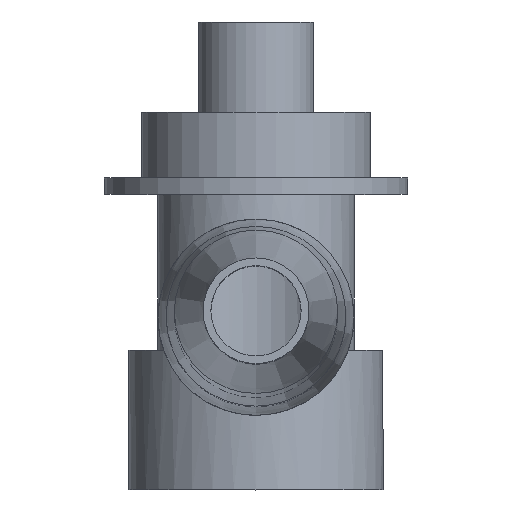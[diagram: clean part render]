
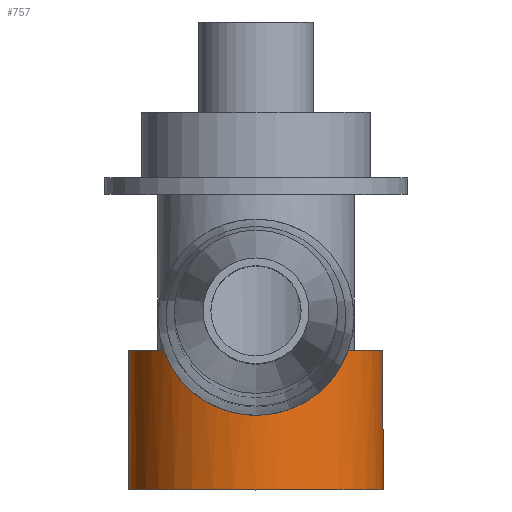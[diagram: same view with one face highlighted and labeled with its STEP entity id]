
A CAD part, top view. The second image highlights one B-rep face of the part: STEP entity #757.
In plain terms, the highlighted cylindrical face has radius 15.5 mm (diameter 31 mm), a full revolution.
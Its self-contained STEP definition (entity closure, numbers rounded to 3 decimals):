
#38=B_SPLINE_CURVE_WITH_KNOTS('',3,(#1383,#1384,#1385,#1386,#1387,#1388,
#1389,#1390,#1391,#1392),.UNSPECIFIED.,.F.,.F.,(4,2,2,2,4),(4.469,
4.8,5.272,5.509,5.745),
 .UNSPECIFIED.);
#39=B_SPLINE_CURVE_WITH_KNOTS('',3,(#1399,#1400,#1401,#1402,#1403,#1404,
#1405,#1406,#1407,#1408),.UNSPECIFIED.,.F.,.F.,(4,2,2,2,4),(5.745,
5.982,6.218,6.691,7.021),
 .UNSPECIFIED.);
#40=B_SPLINE_CURVE_WITH_KNOTS('',3,(#1410,#1411,#1412,#1413,#1414,#1415),
 .UNSPECIFIED.,.F.,.F.,(4,2,4),(7.021,7.176,7.249),
 .UNSPECIFIED.);
#42=B_SPLINE_CURVE_WITH_KNOTS('',3,(#1484,#1485,#1486,#1487,#1488,#1489),
 .UNSPECIFIED.,.F.,.F.,(4,2,4),(4.241,4.315,4.469),
 .UNSPECIFIED.);
#56=CYLINDRICAL_SURFACE('',#854,15.5);
#87=FACE_OUTER_BOUND('',#132,.T.);
#132=EDGE_LOOP('',(#603,#604,#605,#606,#607,#608,#609,#610,#611,#612));
#178=CIRCLE('',#838,15.5);
#179=CIRCLE('',#839,15.5);
#185=CIRCLE('',#849,15.5);
#186=CIRCLE('',#850,15.5);
#234=LINE('',#1538,#268);
#268=VECTOR('',#1039,15.5);
#323=VERTEX_POINT('',#1372);
#324=VERTEX_POINT('',#1373);
#326=VERTEX_POINT('',#1381);
#327=VERTEX_POINT('',#1382);
#330=VERTEX_POINT('',#1398);
#331=VERTEX_POINT('',#1409);
#334=VERTEX_POINT('',#1482);
#339=VERTEX_POINT('',#1529);
#418=EDGE_CURVE('',#323,#324,#178,.T.);
#419=EDGE_CURVE('',#324,#323,#179,.T.);
#422=EDGE_CURVE('',#326,#327,#38,.T.);
#426=EDGE_CURVE('',#327,#330,#39,.T.);
#427=EDGE_CURVE('',#330,#331,#40,.T.);
#431=EDGE_CURVE('',#334,#326,#42,.T.);
#437=EDGE_CURVE('',#339,#331,#185,.T.);
#438=EDGE_CURVE('',#334,#339,#186,.T.);
#442=EDGE_CURVE('',#324,#339,#234,.T.);
#603=ORIENTED_EDGE('',*,*,#418,.F.);
#604=ORIENTED_EDGE('',*,*,#419,.F.);
#605=ORIENTED_EDGE('',*,*,#442,.T.);
#606=ORIENTED_EDGE('',*,*,#437,.T.);
#607=ORIENTED_EDGE('',*,*,#427,.F.);
#608=ORIENTED_EDGE('',*,*,#426,.F.);
#609=ORIENTED_EDGE('',*,*,#422,.F.);
#610=ORIENTED_EDGE('',*,*,#431,.F.);
#611=ORIENTED_EDGE('',*,*,#438,.T.);
#612=ORIENTED_EDGE('',*,*,#442,.F.);
#757=ADVANCED_FACE('',(#87),#56,.T.);
#838=AXIS2_PLACEMENT_3D('',#1374,#1001,#1002);
#839=AXIS2_PLACEMENT_3D('',#1375,#1003,#1004);
#849=AXIS2_PLACEMENT_3D('',#1530,#1026,#1027);
#850=AXIS2_PLACEMENT_3D('',#1531,#1028,#1029);
#854=AXIS2_PLACEMENT_3D('',#1537,#1037,#1038);
#1001=DIRECTION('center_axis',(0.,-1.,0.));
#1002=DIRECTION('ref_axis',(1.,0.,0.));
#1003=DIRECTION('center_axis',(0.,-1.,0.));
#1004=DIRECTION('ref_axis',(1.,0.,0.));
#1026=DIRECTION('center_axis',(0.,-1.,0.));
#1027=DIRECTION('ref_axis',(1.,0.,0.));
#1028=DIRECTION('center_axis',(0.,-1.,0.));
#1029=DIRECTION('ref_axis',(1.,0.,0.));
#1037=DIRECTION('center_axis',(0.,-1.,0.));
#1038=DIRECTION('ref_axis',(1.,0.,0.));
#1039=DIRECTION('',(0.,1.,0.));
#1372=CARTESIAN_POINT('',(15.5,-21.,-467.395));
#1373=CARTESIAN_POINT('',(-15.5,-21.,-467.395));
#1374=CARTESIAN_POINT('Origin',(0.,-21.,-467.395));
#1375=CARTESIAN_POINT('Origin',(0.,-21.,-467.395));
#1381=CARTESIAN_POINT('',(-10.335,-6.,-455.843));
#1382=CARTESIAN_POINT('',(0.,-11.95,-451.895));
#1383=CARTESIAN_POINT('Ctrl Pts',(-10.335,-6.,-455.843));
#1384=CARTESIAN_POINT('Ctrl Pts',(-9.804,-6.914,-455.368));
#1385=CARTESIAN_POINT('Ctrl Pts',(-9.158,-7.742,-454.861));
#1386=CARTESIAN_POINT('Ctrl Pts',(-7.438,-9.462,-453.742));
#1387=CARTESIAN_POINT('Ctrl Pts',(-6.14,-10.375,-453.08));
#1388=CARTESIAN_POINT('Ctrl Pts',(-3.943,-11.309,-452.385));
#1389=CARTESIAN_POINT('Ctrl Pts',(-3.169,-11.55,-452.201));
#1390=CARTESIAN_POINT('Ctrl Pts',(-1.592,-11.871,-451.956));
#1391=CARTESIAN_POINT('Ctrl Pts',(-0.788,-11.95,
-451.895));
#1392=CARTESIAN_POINT('Ctrl Pts',(0.,-11.95,
-451.895));
#1398=CARTESIAN_POINT('',(10.335,-6.,-455.843));
#1399=CARTESIAN_POINT('Ctrl Pts',(0.,-11.95,
-451.895));
#1400=CARTESIAN_POINT('Ctrl Pts',(0.788,-11.95,-451.895));
#1401=CARTESIAN_POINT('Ctrl Pts',(1.592,-11.871,-451.956));
#1402=CARTESIAN_POINT('Ctrl Pts',(3.169,-11.55,-452.201));
#1403=CARTESIAN_POINT('Ctrl Pts',(3.943,-11.309,-452.385));
#1404=CARTESIAN_POINT('Ctrl Pts',(6.14,-10.375,-453.08));
#1405=CARTESIAN_POINT('Ctrl Pts',(7.438,-9.462,-453.742));
#1406=CARTESIAN_POINT('Ctrl Pts',(9.158,-7.742,-454.861));
#1407=CARTESIAN_POINT('Ctrl Pts',(9.804,-6.914,-455.368));
#1408=CARTESIAN_POINT('Ctrl Pts',(10.335,-6.,-455.843));
#1409=CARTESIAN_POINT('',(11.261,-4.,-456.743));
#1410=CARTESIAN_POINT('Ctrl Pts',(10.335,-6.,-455.843));
#1411=CARTESIAN_POINT('Ctrl Pts',(10.582,-5.574,-456.064));
#1412=CARTESIAN_POINT('Ctrl Pts',(10.805,-5.13,-456.278));
#1413=CARTESIAN_POINT('Ctrl Pts',(11.093,-4.45,-456.568));
#1414=CARTESIAN_POINT('Ctrl Pts',(11.18,-4.227,-456.658));
#1415=CARTESIAN_POINT('Ctrl Pts',(11.261,-4.,-456.743));
#1482=CARTESIAN_POINT('',(-11.261,-4.,-456.743));
#1484=CARTESIAN_POINT('Ctrl Pts',(-11.261,-4.,-456.743));
#1485=CARTESIAN_POINT('Ctrl Pts',(-11.18,-4.227,-456.658));
#1486=CARTESIAN_POINT('Ctrl Pts',(-11.093,-4.45,-456.568));
#1487=CARTESIAN_POINT('Ctrl Pts',(-10.805,-5.13,-456.278));
#1488=CARTESIAN_POINT('Ctrl Pts',(-10.582,-5.574,-456.064));
#1489=CARTESIAN_POINT('Ctrl Pts',(-10.335,-6.,-455.843));
#1529=CARTESIAN_POINT('',(-15.5,-4.,-467.395));
#1530=CARTESIAN_POINT('Origin',(0.,-4.,-467.395));
#1531=CARTESIAN_POINT('Origin',(0.,-4.,-467.395));
#1537=CARTESIAN_POINT('Origin',(0.,-4.,-467.395));
#1538=CARTESIAN_POINT('',(-15.5,-4.,-467.395));
